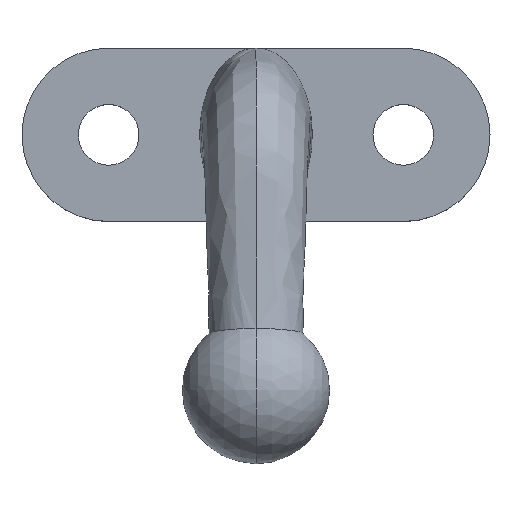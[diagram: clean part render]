
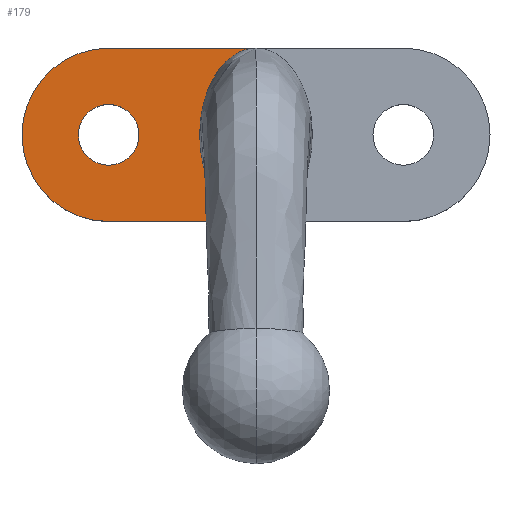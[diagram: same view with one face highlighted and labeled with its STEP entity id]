
A CAD part, top view. The second image highlights one B-rep face of the part: STEP entity #179.
In plain terms, the highlighted planar face has unit normal (0, 0, 1).
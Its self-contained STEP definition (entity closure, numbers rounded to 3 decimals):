
#142 = VERTEX_POINT ( 'NONE', #318 ) ;
#143 = ORIENTED_EDGE ( 'NONE', *, *, #158, .F. ) ;
#144 = ORIENTED_EDGE ( 'NONE', *, *, #145, .T. ) ;
#145 = EDGE_CURVE ( 'NONE', #159, #146, #286, .T. ) ;
#146 = VERTEX_POINT ( 'NONE', #282 ) ;
#147 = ORIENTED_EDGE ( 'NONE', *, *, #148, .T. ) ;
#148 = EDGE_CURVE ( 'NONE', #146, #142, #301, .T. ) ;
#158 = EDGE_CURVE ( 'NONE', #159, #160, #539, .T. ) ;
#159 = VERTEX_POINT ( 'NONE', #541 ) ;
#160 = VERTEX_POINT ( 'NONE', #540 ) ;
#179 = ADVANCED_FACE ( 'NONE', ( #569, #568 ), #567, .T. ) ;
#180 = EDGE_LOOP ( 'NONE', ( #181, #184 ) ) ;
#181 = ORIENTED_EDGE ( 'NONE', *, *, #182, .F. ) ;
#182 = EDGE_CURVE ( 'NONE', #222, #229, #561, .T. ) ;
#184 = ORIENTED_EDGE ( 'NONE', *, *, #231, .F. ) ;
#185 = EDGE_LOOP ( 'NONE', ( #186, #143, #144, #147 ) ) ;
#186 = ORIENTED_EDGE ( 'NONE', *, *, #187, .T. ) ;
#187 = EDGE_CURVE ( 'NONE', #142, #160, #1029, .T. ) ;
#222 = VERTEX_POINT ( 'NONE', #1140 ) ;
#229 = VERTEX_POINT ( 'NONE', #1103 ) ;
#231 = EDGE_CURVE ( 'NONE', #229, #222, #1117, .T. ) ;
#282 = CARTESIAN_POINT ( 'NONE',  ( -17., 10., 0. ) ) ;
#283 = DIRECTION ( 'NONE',  ( -1., 0., 0. ) ) ;
#284 = VECTOR ( 'NONE', #283, 1000. ) ;
#285 = CARTESIAN_POINT ( 'NONE',  ( 17., 10., 0. ) ) ;
#286 = LINE ( 'NONE', #285, #284 ) ;
#289 = DIRECTION ( 'NONE',  ( 1., 0., 0. ) ) ;
#301 = CIRCLE ( 'NONE', #316, 10. ) ;
#314 = DIRECTION ( 'NONE',  ( 0., 0., 1. ) ) ;
#315 = CARTESIAN_POINT ( 'NONE',  ( -17., 0., 0. ) ) ;
#316 = AXIS2_PLACEMENT_3D ( 'NONE', #315, #314, #289 ) ;
#318 = CARTESIAN_POINT ( 'NONE',  ( -17., -10., 0. ) ) ;
#535 = CARTESIAN_POINT ( 'NONE',  ( -0.001, -10., 0. ) ) ;
#536 = CARTESIAN_POINT ( 'NONE',  ( -12.999, -9.998, 0. ) ) ;
#537 = CARTESIAN_POINT ( 'NONE',  ( -12.999, 9.999, 0. ) ) ;
#538 = CARTESIAN_POINT ( 'NONE',  ( 0., 10., 0. ) ) ;
#539 =( BOUNDED_CURVE ( )  B_SPLINE_CURVE ( 3, ( #538, #537, #536, #535 ),
 .UNSPECIFIED., .F., .T. ) 
 B_SPLINE_CURVE_WITH_KNOTS ( ( 4, 4 ),
 ( 0., 3.142 ),
 .UNSPECIFIED. ) 
 CURVE ( )  GEOMETRIC_REPRESENTATION_ITEM ( )  RATIONAL_B_SPLINE_CURVE ( ( 1., 0.333, 0.333, 1. ) ) 
 REPRESENTATION_ITEM ( '' )  );
#540 = CARTESIAN_POINT ( 'NONE',  ( -0.001, -10., 0. ) ) ;
#541 = CARTESIAN_POINT ( 'NONE',  ( 0., 10., 0. ) ) ;
#559 = CARTESIAN_POINT ( 'NONE',  ( -17., 0., 0. ) ) ;
#560 = AXIS2_PLACEMENT_3D ( 'NONE', #559, #903, #906 ) ;
#561 = CIRCLE ( 'NONE', #560, 3.5 ) ;
#563 = DIRECTION ( 'NONE',  ( 1., 0., 0. ) ) ;
#564 = DIRECTION ( 'NONE',  ( 0., 0., 1. ) ) ;
#565 = CARTESIAN_POINT ( 'NONE',  ( -17., 0., 0. ) ) ;
#566 = AXIS2_PLACEMENT_3D ( 'NONE', #565, #564, #563 ) ;
#567 = PLANE ( 'NONE',  #566 ) ;
#568 = FACE_OUTER_BOUND ( 'NONE', #185, .T. ) ;
#569 = FACE_BOUND ( 'NONE', #180, .T. ) ;
#903 = DIRECTION ( 'NONE',  ( 0., 0., 1. ) ) ;
#906 = DIRECTION ( 'NONE',  ( 1., 0., 0. ) ) ;
#988 = VECTOR ( 'NONE', #989, 1000. ) ;
#989 = DIRECTION ( 'NONE',  ( 1., 0., 0. ) ) ;
#1011 = CARTESIAN_POINT ( 'NONE',  ( -17., -10., 0. ) ) ;
#1029 = LINE ( 'NONE', #1011, #988 ) ;
#1103 = CARTESIAN_POINT ( 'NONE',  ( -20.5, 0., 0. ) ) ;
#1113 = DIRECTION ( 'NONE',  ( 1., 0., 0. ) ) ;
#1114 = DIRECTION ( 'NONE',  ( 0., 0., 1. ) ) ;
#1115 = CARTESIAN_POINT ( 'NONE',  ( -17., 0., 0. ) ) ;
#1116 = AXIS2_PLACEMENT_3D ( 'NONE', #1115, #1114, #1113 ) ;
#1117 = CIRCLE ( 'NONE', #1116, 3.5 ) ;
#1140 = CARTESIAN_POINT ( 'NONE',  ( -13.5, 0., 0. ) ) ;
